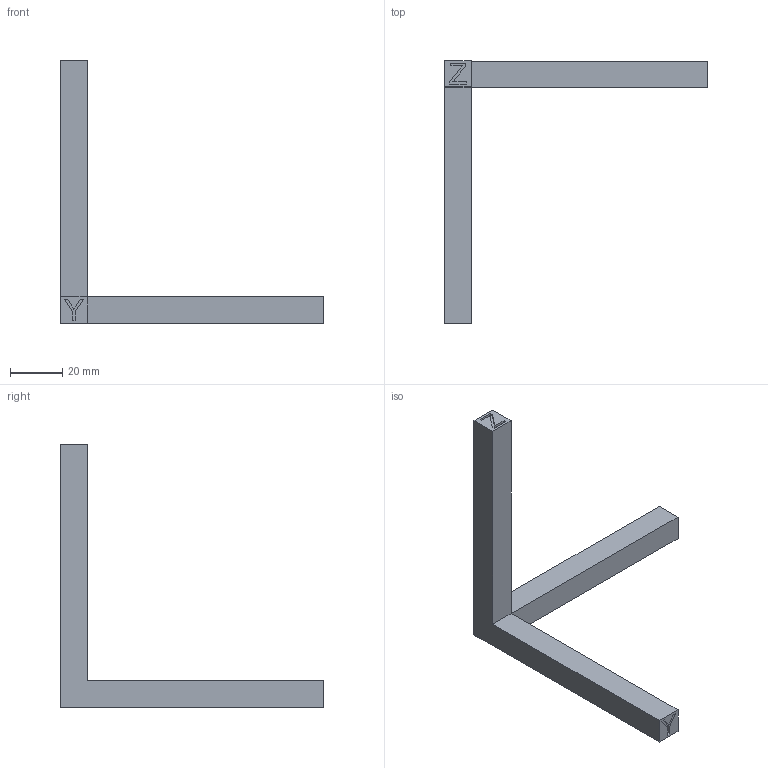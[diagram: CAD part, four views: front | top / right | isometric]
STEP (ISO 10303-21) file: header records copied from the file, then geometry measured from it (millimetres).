
FILE_DESCRIPTION(/* description */ (''),/* implementation_level */ '2;1');
FILE_NAME(/* name */ 'Shrinkage Calibration.step',/* time_stamp */ '2025-09-06T23:02:56+02:00',/* author */ (''),/* organization */ (''),/* preprocessor_version */ 'ST-DEVELOPER v20.1',/* originating_system */ 'Autodesk Translation Framework v14.10.0.0',/* authorisation */ '');
FILE_SCHEMA (('AUTOMOTIVE_DESIGN { 1 0 10303 214 3 1 1 }'));
Length unit declared in the file: millimetre
Products named in the file (1): (Nicht gespeichert)
Bounding box: 100 x 100 x 100 mm (x, y, z)
Volume: 27947.9 mm3; surface area: 11512.1 mm2
Topology: 1 solids, 1 shells, 54 faces, 144 edges, 95 vertices
Faces by surface type: plane 47, bspline 7
Entity records: 1747 total; most frequent: CARTESIAN_POINT 413, ORIENTED_EDGE 288, DIRECTION 226, EDGE_CURVE 144, LINE 130, VECTOR 130, VERTEX_POINT 95, EDGE_LOOP 57
